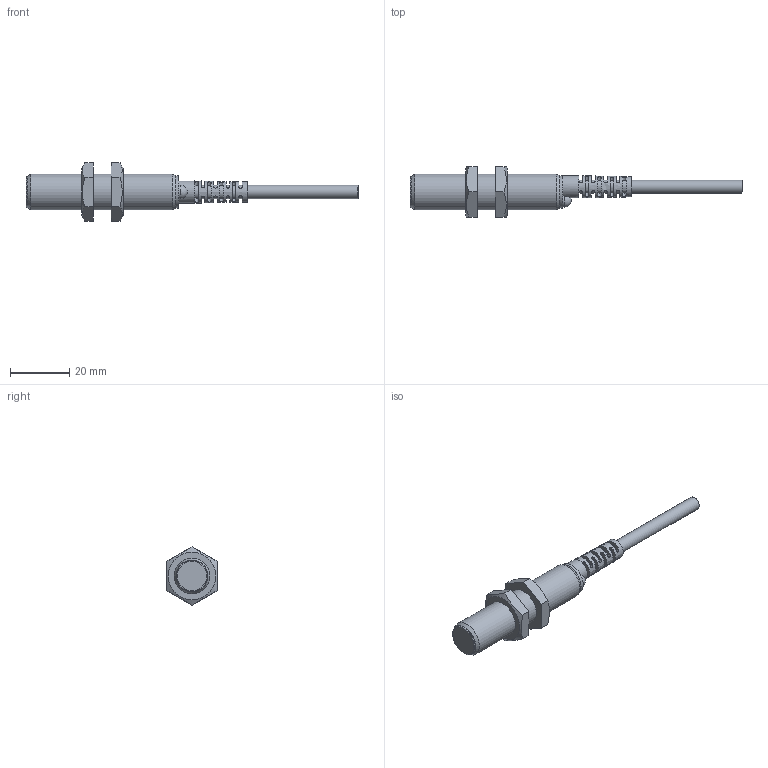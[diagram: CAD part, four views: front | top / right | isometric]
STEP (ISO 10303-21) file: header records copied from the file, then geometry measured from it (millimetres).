
FILE_DESCRIPTION(/* description */ (''),/* implementation_level */ '2;1');
FILE_NAME(/* name */ 'KJ4_M12MB50.stp',/* time_stamp */ '2026-01-07T10:01:30+01:00',/* author */ ('L43FV9'),/* organization */ (''),/* preprocessor_version */ 'ST-DEVELOPER v20.1',/* originating_system */ 'Autodesk Inventor 2026',/* authorisation */ '');
FILE_SCHEMA (('AUTOMOTIVE_DESIGN { 1 0 10303 214 3 1 1 }'));
Length unit declared in the file: millimetre
Products named in the file (1): KJ4_M12MB50_Vereinfachen_1
Bounding box: 111.8 x 17 x 19.63 mm (x, y, z)
Volume: 8224.9 mm3; surface area: 4117.2 mm2
Topology: 1 solids, 1 shells, 117 faces, 286 edges, 188 vertices
Faces by surface type: cylinder 56, plane 54, cone 5, torus 1, sphere 1
Full cylindrical faces by diameter (mm): 4.5 x1, 7.5 x1, 10.5 x1, 11 x1, 12 x3
Entity records: 4766 total; most frequent: CARTESIAN_POINT 1876, ORIENTED_EDGE 570, DIRECTION 545, EDGE_CURVE 285, AXIS2_PLACEMENT_3D 220, VERTEX_POINT 188, EDGE_LOOP 135, STYLED_ITEM 118
